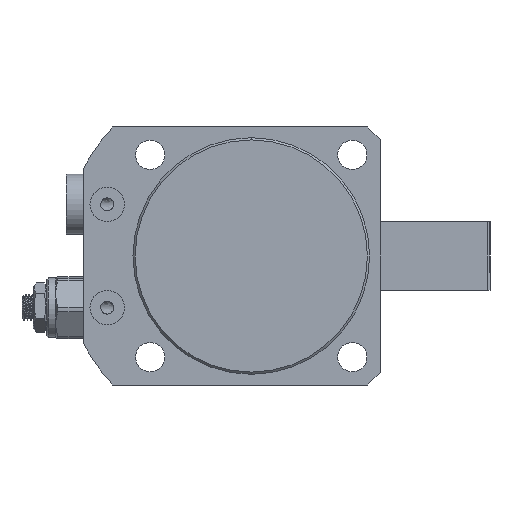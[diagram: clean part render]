
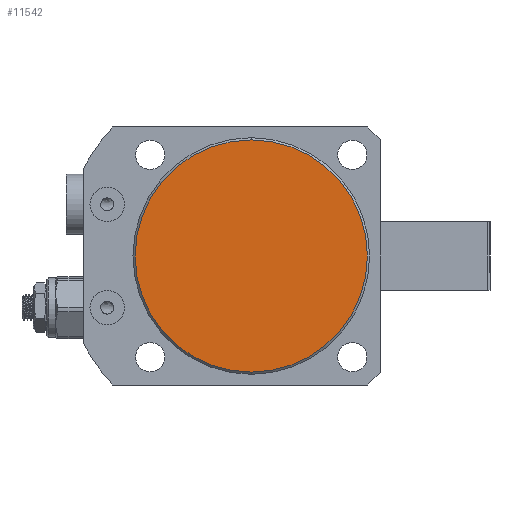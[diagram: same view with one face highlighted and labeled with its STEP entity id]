
A CAD part, front view. The second image highlights one B-rep face of the part: STEP entity #11542.
In plain terms, the highlighted planar face has unit normal (0, -1, 0).
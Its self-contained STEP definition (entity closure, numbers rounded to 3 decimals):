
#3669 = EDGE_CURVE ( 'NONE', #6309, #13901, #14857, .T. ) ;
#4388 = AXIS2_PLACEMENT_3D ( 'NONE', #4706, #4693, #4651 ) ;
#4651 = DIRECTION ( 'NONE',  ( 0., 0., -1. ) ) ;
#4693 = DIRECTION ( 'NONE',  ( 0., -1., 0. ) ) ;
#4706 = CARTESIAN_POINT ( 'NONE',  ( 0., 0., 0. ) ) ;
#4825 = DIRECTION ( 'NONE',  ( 0., 0., -1. ) ) ;
#6191 = CARTESIAN_POINT ( 'NONE',  ( 22., 0., 0. ) ) ;
#6238 = CARTESIAN_POINT ( 'NONE',  ( 0., 0., 27. ) ) ;
#6309 = VERTEX_POINT ( 'NONE', #8392 ) ;
#7149 = ORIENTED_EDGE ( 'NONE', *, *, #3669, .T. ) ;
#8392 = CARTESIAN_POINT ( 'NONE',  ( 0., 0., -27. ) ) ;
#8669 = EDGE_CURVE ( 'NONE', #13901, #6309, #17341, .T. ) ;
#8846 = EDGE_LOOP ( 'NONE', ( #13129, #7149 ) ) ;
#9009 = PLANE ( 'NONE',  #18172 ) ;
#10597 = AXIS2_PLACEMENT_3D ( 'NONE', #17092, #17054, #17031 ) ;
#11542 = ADVANCED_FACE ( 'NONE', ( #12836 ), #9009, .T. ) ;
#12836 = FACE_OUTER_BOUND ( 'NONE', #8846, .T. ) ;
#13129 = ORIENTED_EDGE ( 'NONE', *, *, #8669, .T. ) ;
#13301 = DIRECTION ( 'NONE',  ( 0., -1., 0. ) ) ;
#13901 = VERTEX_POINT ( 'NONE', #6238 ) ;
#14857 = CIRCLE ( 'NONE', #10597, 27. ) ;
#17031 = DIRECTION ( 'NONE',  ( 0., 0., -1. ) ) ;
#17054 = DIRECTION ( 'NONE',  ( 0., -1., 0. ) ) ;
#17092 = CARTESIAN_POINT ( 'NONE',  ( 0., 0., 0. ) ) ;
#17341 = CIRCLE ( 'NONE', #4388, 27. ) ;
#18172 = AXIS2_PLACEMENT_3D ( 'NONE', #6191, #13301, #4825 ) ;
